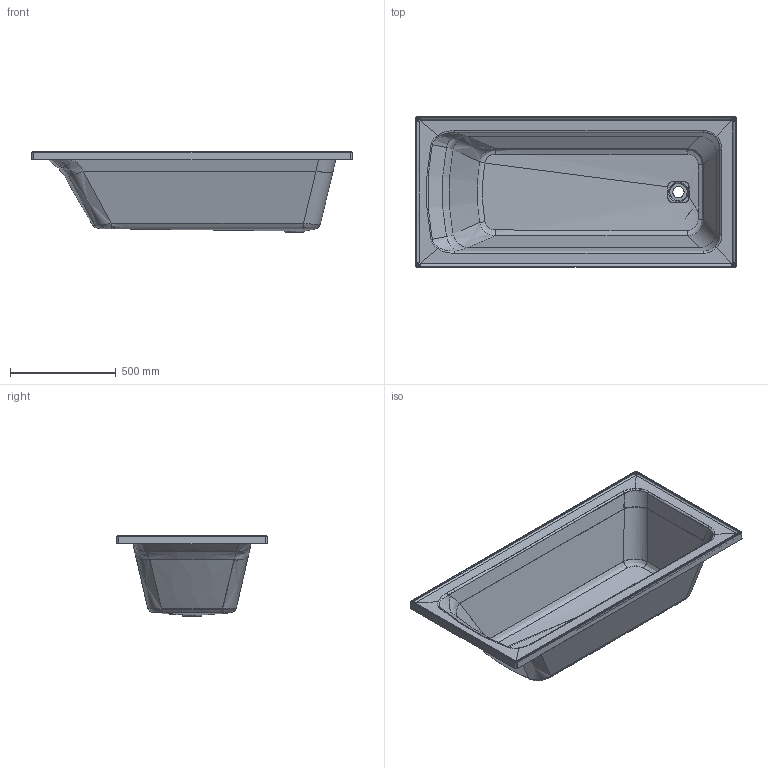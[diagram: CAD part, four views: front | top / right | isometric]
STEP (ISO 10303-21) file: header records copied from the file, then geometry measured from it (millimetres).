
FILE_DESCRIPTION(/* description */ (''),/* implementation_level */ '2;1');
FILE_NAME(/* name */ 'STEP - REBS1520W_ 1792823',/* time_stamp */ '2024-08-12T16:16:26+10:00',/* author */ (''),/* organization */ (''),/* preprocessor_version */ 'ST-DEVELOPER v16.5',/* originating_system */ 'Rhino 7.23',/* authorisation */ '');
FILE_SCHEMA (('AUTOMOTIVE_DESIGN'));
Length unit declared in the file: millimetre
Products named in the file (1): Document
Bounding box: 1520 x 715 x 380 mm (x, y, z)
Volume: 339626.1 mm3; surface area: 4256928.6 mm2
Topology: 2 solids, 3 shells, 229 faces, 575 edges, 350 vertices
Faces by surface type: bspline 121, cylinder 71, plane 37
Entity records: 22329 total; most frequent: CARTESIAN_POINT 18853, ORIENTED_EDGE 1136, EDGE_CURVE 575, VERTEX_POINT 350, B_SPLINE_CURVE_WITH_KNOTS 346, EDGE_LOOP 236, ADVANCED_FACE 229, FACE_OUTER_BOUND 229
